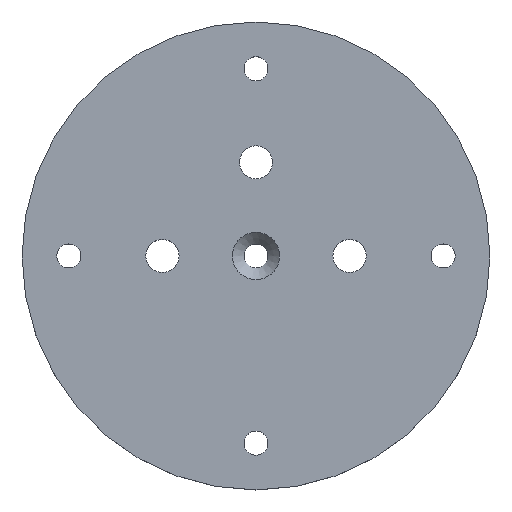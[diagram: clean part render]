
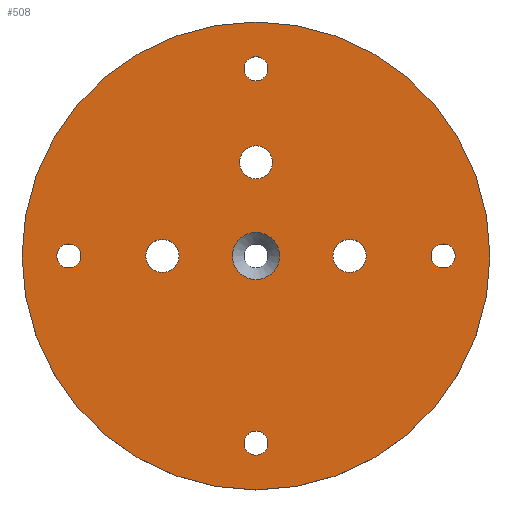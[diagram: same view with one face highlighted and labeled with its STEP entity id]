
A CAD part, top view. The second image highlights one B-rep face of the part: STEP entity #508.
In plain terms, the highlighted planar face has unit normal (0, 0, 1).
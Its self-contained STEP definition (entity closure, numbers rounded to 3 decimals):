
#15=FACE_BOUND('',#116,.T.);
#16=FACE_BOUND('',#117,.T.);
#17=FACE_BOUND('',#118,.T.);
#18=FACE_BOUND('',#119,.T.);
#19=FACE_BOUND('',#120,.T.);
#20=FACE_BOUND('',#121,.T.);
#21=FACE_BOUND('',#122,.T.);
#22=FACE_BOUND('',#123,.T.);
#43=CIRCLE('',#540,6.3);
#46=CIRCLE('',#545,3.2);
#48=CIRCLE('',#548,3.2);
#50=CIRCLE('',#551,3.2);
#52=CIRCLE('',#554,3.2);
#54=CIRCLE('',#557,4.432);
#56=CIRCLE('',#560,4.432);
#58=CIRCLE('',#563,4.432);
#60=CIRCLE('',#566,62.5);
#88=FACE_OUTER_BOUND('',#115,.T.);
#115=EDGE_LOOP('',(#436));
#116=EDGE_LOOP('',(#437));
#117=EDGE_LOOP('',(#438));
#118=EDGE_LOOP('',(#439));
#119=EDGE_LOOP('',(#440));
#120=EDGE_LOOP('',(#441));
#121=EDGE_LOOP('',(#442));
#122=EDGE_LOOP('',(#443));
#123=EDGE_LOOP('',(#444));
#252=VERTEX_POINT('',#787);
#255=VERTEX_POINT('',#797);
#257=VERTEX_POINT('',#803);
#259=VERTEX_POINT('',#809);
#261=VERTEX_POINT('',#815);
#263=VERTEX_POINT('',#821);
#265=VERTEX_POINT('',#827);
#267=VERTEX_POINT('',#833);
#269=VERTEX_POINT('',#839);
#307=EDGE_CURVE('',#252,#252,#43,.T.);
#312=EDGE_CURVE('',#255,#255,#46,.T.);
#315=EDGE_CURVE('',#257,#257,#48,.T.);
#318=EDGE_CURVE('',#259,#259,#50,.T.);
#321=EDGE_CURVE('',#261,#261,#52,.T.);
#324=EDGE_CURVE('',#263,#263,#54,.T.);
#327=EDGE_CURVE('',#265,#265,#56,.T.);
#330=EDGE_CURVE('',#267,#267,#58,.T.);
#333=EDGE_CURVE('',#269,#269,#60,.T.);
#436=ORIENTED_EDGE('',*,*,#333,.T.);
#437=ORIENTED_EDGE('',*,*,#307,.T.);
#438=ORIENTED_EDGE('',*,*,#312,.T.);
#439=ORIENTED_EDGE('',*,*,#315,.T.);
#440=ORIENTED_EDGE('',*,*,#318,.T.);
#441=ORIENTED_EDGE('',*,*,#321,.T.);
#442=ORIENTED_EDGE('',*,*,#324,.T.);
#443=ORIENTED_EDGE('',*,*,#327,.T.);
#444=ORIENTED_EDGE('',*,*,#330,.T.);
#481=PLANE('',#568);
#508=ADVANCED_FACE('',(#88,#15,#16,#17,#18,#19,#20,#21,#22),#481,.T.);
#540=AXIS2_PLACEMENT_3D('',#788,#640,#641);
#545=AXIS2_PLACEMENT_3D('',#798,#652,#653);
#548=AXIS2_PLACEMENT_3D('',#804,#659,#660);
#551=AXIS2_PLACEMENT_3D('',#810,#666,#667);
#554=AXIS2_PLACEMENT_3D('',#816,#673,#674);
#557=AXIS2_PLACEMENT_3D('',#822,#680,#681);
#560=AXIS2_PLACEMENT_3D('',#828,#687,#688);
#563=AXIS2_PLACEMENT_3D('',#834,#694,#695);
#566=AXIS2_PLACEMENT_3D('',#840,#701,#702);
#568=AXIS2_PLACEMENT_3D('',#844,#706,#707);
#640=DIRECTION('center_axis',(0.,0.,-1.));
#641=DIRECTION('ref_axis',(1.,0.,0.));
#652=DIRECTION('center_axis',(0.,0.,-1.));
#653=DIRECTION('ref_axis',(1.,0.,0.));
#659=DIRECTION('center_axis',(0.,0.,-1.));
#660=DIRECTION('ref_axis',(1.,0.,0.));
#666=DIRECTION('center_axis',(0.,0.,-1.));
#667=DIRECTION('ref_axis',(1.,0.,0.));
#673=DIRECTION('center_axis',(0.,0.,-1.));
#674=DIRECTION('ref_axis',(1.,0.,0.));
#680=DIRECTION('center_axis',(0.,0.,-1.));
#681=DIRECTION('ref_axis',(1.,0.,0.));
#687=DIRECTION('center_axis',(0.,0.,-1.));
#688=DIRECTION('ref_axis',(1.,0.,0.));
#694=DIRECTION('center_axis',(0.,0.,-1.));
#695=DIRECTION('ref_axis',(1.,0.,0.));
#701=DIRECTION('center_axis',(0.,0.,1.));
#702=DIRECTION('ref_axis',(1.,0.,0.));
#706=DIRECTION('center_axis',(0.,0.,1.));
#707=DIRECTION('ref_axis',(1.,0.,0.));
#787=CARTESIAN_POINT('',(-6.3,0.,10.));
#788=CARTESIAN_POINT('Origin',(0.,0.,10.));
#797=CARTESIAN_POINT('',(-3.2,-50.,10.));
#798=CARTESIAN_POINT('Origin',(0.,-50.,10.));
#803=CARTESIAN_POINT('',(-3.2,50.,10.));
#804=CARTESIAN_POINT('Origin',(0.,50.,10.));
#809=CARTESIAN_POINT('',(46.8,0.,10.));
#810=CARTESIAN_POINT('Origin',(50.,0.,10.));
#815=CARTESIAN_POINT('',(-53.2,0.,10.));
#816=CARTESIAN_POINT('Origin',(-50.,0.,10.));
#821=CARTESIAN_POINT('',(-29.432,0.,10.));
#822=CARTESIAN_POINT('Origin',(-25.,0.,10.));
#827=CARTESIAN_POINT('',(20.568,0.,10.));
#828=CARTESIAN_POINT('Origin',(25.,0.,10.));
#833=CARTESIAN_POINT('',(-4.432,25.,10.));
#834=CARTESIAN_POINT('Origin',(0.,25.,10.));
#839=CARTESIAN_POINT('',(-62.5,0.,10.));
#840=CARTESIAN_POINT('Origin',(0.,0.,10.));
#844=CARTESIAN_POINT('Origin',(0.,0.,10.));
